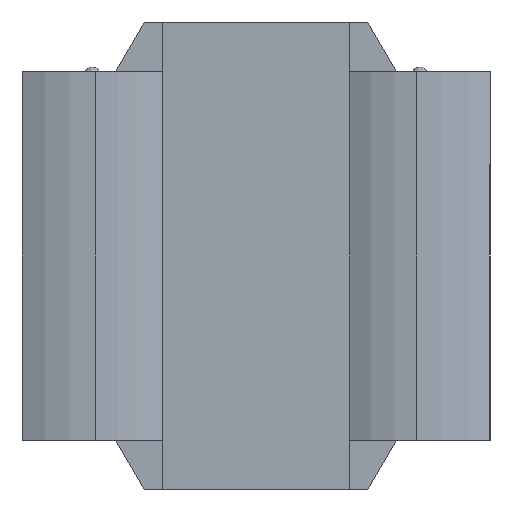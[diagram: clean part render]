
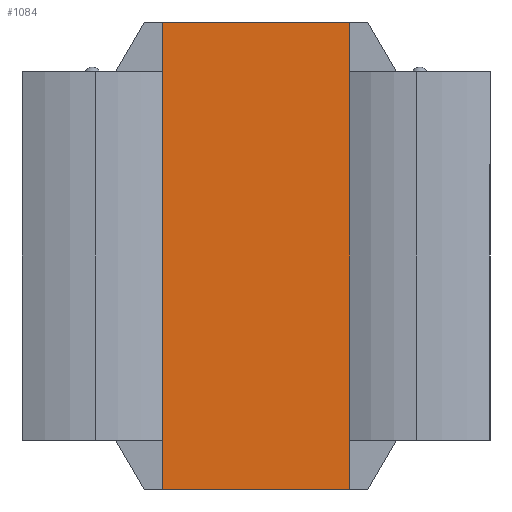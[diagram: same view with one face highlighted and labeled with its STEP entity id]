
A CAD part, front view. The second image highlights one B-rep face of the part: STEP entity #1084.
In plain terms, the highlighted planar face has unit normal (0, -1, 0).
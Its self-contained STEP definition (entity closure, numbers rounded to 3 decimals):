
#17 = CARTESIAN_POINT ( 'NONE',  ( 1.6, 0.3, 4. ) ) ;
#46 = EDGE_CURVE ( 'NONE', #2681, #1953, #879, .T. ) ;
#51 = EDGE_CURVE ( 'NONE', #2211, #1765, #2302, .T. ) ;
#107 = CARTESIAN_POINT ( 'NONE',  ( -1.6, 0.3, -3.15 ) ) ;
#191 = DIRECTION ( 'NONE',  ( 0., 0., -1. ) ) ;
#214 = EDGE_CURVE ( 'NONE', #670, #2211, #708, .T. ) ;
#261 = ORIENTED_EDGE ( 'NONE', *, *, #540, .F. ) ;
#271 = DIRECTION ( 'NONE',  ( 0., 0., 1. ) ) ;
#277 = CARTESIAN_POINT ( 'NONE',  ( 1.6, 0.3, 4. ) ) ;
#285 = LINE ( 'NONE', #1731, #767 ) ;
#287 = VECTOR ( 'NONE', #2550, 1000. ) ;
#295 = CARTESIAN_POINT ( 'NONE',  ( -1.6, 0.3, 3.15 ) ) ;
#298 = EDGE_LOOP ( 'NONE', ( #1732, #969, #997, #2499, #1473, #3020, #261, #2954 ) ) ;
#309 = EDGE_CURVE ( 'NONE', #888, #1920, #444, .T. ) ;
#428 = VECTOR ( 'NONE', #588, 1000. ) ;
#444 = LINE ( 'NONE', #17, #3043 ) ;
#486 = VECTOR ( 'NONE', #3008, 1000. ) ;
#540 = EDGE_CURVE ( 'NONE', #1386, #888, #285, .T. ) ;
#552 = CARTESIAN_POINT ( 'NONE',  ( 1.6, 0.3, 3.15 ) ) ;
#574 = VECTOR ( 'NONE', #1906, 1000. ) ;
#588 = DIRECTION ( 'NONE',  ( 0., 0., 1. ) ) ;
#611 = CARTESIAN_POINT ( 'NONE',  ( 1.6, 0.3, -3.15 ) ) ;
#670 = VERTEX_POINT ( 'NONE', #1544 ) ;
#678 = CARTESIAN_POINT ( 'NONE',  ( 1.6, 0.3, -4. ) ) ;
#708 = LINE ( 'NONE', #1624, #1753 ) ;
#767 = VECTOR ( 'NONE', #1249, 1000. ) ;
#879 = LINE ( 'NONE', #2282, #486 ) ;
#888 = VERTEX_POINT ( 'NONE', #277 ) ;
#969 = ORIENTED_EDGE ( 'NONE', *, *, #1527, .F. ) ;
#997 = ORIENTED_EDGE ( 'NONE', *, *, #51, .F. ) ;
#1084 = ADVANCED_FACE ( 'NONE', ( #2562 ), #2326, .T. ) ;
#1111 = DIRECTION ( 'NONE',  ( 0., -1., 0. ) ) ;
#1131 = CARTESIAN_POINT ( 'NONE',  ( 0., 0.3, 0. ) ) ;
#1249 = DIRECTION ( 'NONE',  ( 1., 0., 0. ) ) ;
#1332 = VECTOR ( 'NONE', #271, 1000. ) ;
#1386 = VERTEX_POINT ( 'NONE', #1404 ) ;
#1404 = CARTESIAN_POINT ( 'NONE',  ( -1.6, 0.3, 4. ) ) ;
#1473 = ORIENTED_EDGE ( 'NONE', *, *, #1971, .T. ) ;
#1527 = EDGE_CURVE ( 'NONE', #1765, #2681, #2599, .T. ) ;
#1544 = CARTESIAN_POINT ( 'NONE',  ( 1.6, 0.3, -3.15 ) ) ;
#1624 = CARTESIAN_POINT ( 'NONE',  ( 1.6, 0.3, -3.15 ) ) ;
#1709 = CARTESIAN_POINT ( 'NONE',  ( -1.6, 0.3, -4. ) ) ;
#1731 = CARTESIAN_POINT ( 'NONE',  ( -1.6, 0.3, 4. ) ) ;
#1732 = ORIENTED_EDGE ( 'NONE', *, *, #46, .F. ) ;
#1753 = VECTOR ( 'NONE', #191, 1000. ) ;
#1761 = CARTESIAN_POINT ( 'NONE',  ( -1.6, 0.3, 3.15 ) ) ;
#1765 = VERTEX_POINT ( 'NONE', #2432 ) ;
#1906 = DIRECTION ( 'NONE',  ( 0., 0., 1. ) ) ;
#1920 = VERTEX_POINT ( 'NONE', #552 ) ;
#1953 = VERTEX_POINT ( 'NONE', #1761 ) ;
#1971 = EDGE_CURVE ( 'NONE', #670, #1920, #2248, .T. ) ;
#2146 = DIRECTION ( 'NONE',  ( 0., 0., -1. ) ) ;
#2183 = AXIS2_PLACEMENT_3D ( 'NONE', #1131, #1111, #2312 ) ;
#2211 = VERTEX_POINT ( 'NONE', #678 ) ;
#2248 = LINE ( 'NONE', #611, #428 ) ;
#2282 = CARTESIAN_POINT ( 'NONE',  ( -1.6, 0.3, -3.15 ) ) ;
#2302 = LINE ( 'NONE', #2527, #287 ) ;
#2312 = DIRECTION ( 'NONE',  ( -1., 0., 0. ) ) ;
#2326 = PLANE ( 'NONE',  #2183 ) ;
#2432 = CARTESIAN_POINT ( 'NONE',  ( -1.6, 0.3, -4. ) ) ;
#2466 = EDGE_CURVE ( 'NONE', #1953, #1386, #2750, .T. ) ;
#2499 = ORIENTED_EDGE ( 'NONE', *, *, #214, .F. ) ;
#2527 = CARTESIAN_POINT ( 'NONE',  ( 1.6, 0.3, -4. ) ) ;
#2550 = DIRECTION ( 'NONE',  ( -1., 0., 0. ) ) ;
#2562 = FACE_OUTER_BOUND ( 'NONE', #298, .T. ) ;
#2599 = LINE ( 'NONE', #1709, #574 ) ;
#2681 = VERTEX_POINT ( 'NONE', #107 ) ;
#2750 = LINE ( 'NONE', #295, #1332 ) ;
#2954 = ORIENTED_EDGE ( 'NONE', *, *, #2466, .F. ) ;
#3008 = DIRECTION ( 'NONE',  ( 0., 0., 1. ) ) ;
#3020 = ORIENTED_EDGE ( 'NONE', *, *, #309, .F. ) ;
#3043 = VECTOR ( 'NONE', #2146, 1000. ) ;
